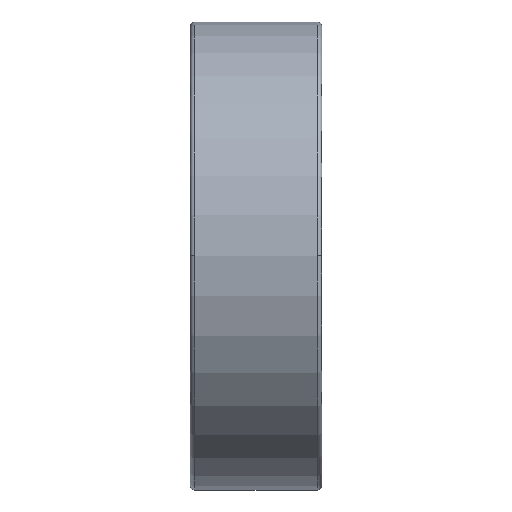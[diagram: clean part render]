
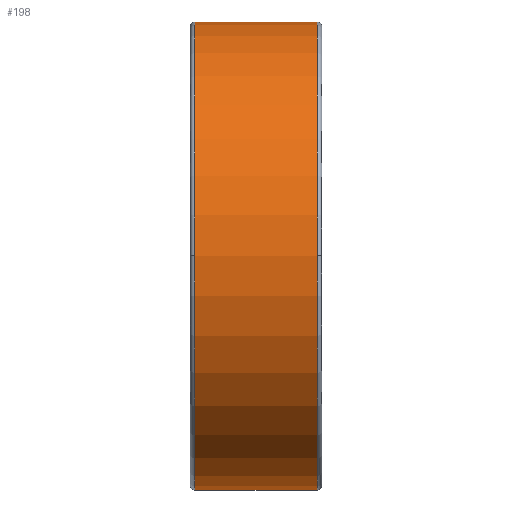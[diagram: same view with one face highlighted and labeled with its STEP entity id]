
A CAD part, top view. The second image highlights one B-rep face of the part: STEP entity #198.
In plain terms, the highlighted cylindrical face has radius 16 mm (diameter 32 mm), a partial arc.
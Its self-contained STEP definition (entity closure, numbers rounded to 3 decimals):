
#16 = DIRECTION ( 'NONE',  ( 1., 0., 0. ) ) ;
#20 = CARTESIAN_POINT ( 'NONE',  ( 8.7, 0., 16. ) ) ;
#60 = LINE ( 'NONE', #908, #201 ) ;
#77 = ORIENTED_EDGE ( 'NONE', *, *, #205, .T. ) ;
#89 = CARTESIAN_POINT ( 'NONE',  ( 8.7, 16., 0. ) ) ;
#119 = DIRECTION ( 'NONE',  ( -1., 0., 0. ) ) ;
#129 = AXIS2_PLACEMENT_3D ( 'NONE', #525, #230, #791 ) ;
#153 = CARTESIAN_POINT ( 'NONE',  ( 0.3, 0., 0. ) ) ;
#160 = CIRCLE ( 'NONE', #129, 16. ) ;
#169 = DIRECTION ( 'NONE',  ( 0., 1., 0. ) ) ;
#197 = DIRECTION ( 'NONE',  ( -1., 0., 0. ) ) ;
#198 = ADVANCED_FACE ( 'NONE', ( #695 ), #625, .T. ) ;
#201 = VECTOR ( 'NONE', #119, 1000. ) ;
#205 = EDGE_CURVE ( 'NONE', #880, #679, #60, .T. ) ;
#230 = DIRECTION ( 'NONE',  ( 1., 0., 0. ) ) ;
#261 = VERTEX_POINT ( 'NONE', #431 ) ;
#262 = EDGE_CURVE ( 'NONE', #880, #729, #767, .T. ) ;
#295 = CARTESIAN_POINT ( 'NONE',  ( 0.3, 16., 0. ) ) ;
#341 = CARTESIAN_POINT ( 'NONE',  ( 4.5, 0., 0. ) ) ;
#351 = AXIS2_PLACEMENT_3D ( 'NONE', #153, #16, #169 ) ;
#374 = DIRECTION ( 'NONE',  ( 0., 1., 0. ) ) ;
#383 = AXIS2_PLACEMENT_3D ( 'NONE', #918, #703, #566 ) ;
#398 = AXIS2_PLACEMENT_3D ( 'NONE', #341, #197, #692 ) ;
#431 = CARTESIAN_POINT ( 'NONE',  ( 0.3, -16., 0. ) ) ;
#433 = ORIENTED_EDGE ( 'NONE', *, *, #682, .T. ) ;
#442 = AXIS2_PLACEMENT_3D ( 'NONE', #641, #446, #374 ) ;
#446 = DIRECTION ( 'NONE',  ( 1., 0., 0. ) ) ;
#448 = VERTEX_POINT ( 'NONE', #845 ) ;
#474 = EDGE_LOOP ( 'NONE', ( #798, #666, #693, #77, #778, #433 ) ) ;
#492 = EDGE_CURVE ( 'NONE', #606, #261, #680, .T. ) ;
#525 = CARTESIAN_POINT ( 'NONE',  ( 8.7, 0., 0. ) ) ;
#543 = VECTOR ( 'NONE', #705, 1000. ) ;
#544 = CIRCLE ( 'NONE', #351, 16. ) ;
#566 = DIRECTION ( 'NONE',  ( 0., 1., 0. ) ) ;
#606 = VERTEX_POINT ( 'NONE', #611 ) ;
#611 = CARTESIAN_POINT ( 'NONE',  ( 8.7, -16., 0. ) ) ;
#625 = CYLINDRICAL_SURFACE ( 'NONE', #398, 16. ) ;
#641 = CARTESIAN_POINT ( 'NONE',  ( 8.7, 0., 0. ) ) ;
#666 = ORIENTED_EDGE ( 'NONE', *, *, #740, .F. ) ;
#679 = VERTEX_POINT ( 'NONE', #295 ) ;
#680 = LINE ( 'NONE', #895, #543 ) ;
#682 = EDGE_CURVE ( 'NONE', #448, #261, #544, .T. ) ;
#692 = DIRECTION ( 'NONE',  ( 0., 1., 0. ) ) ;
#693 = ORIENTED_EDGE ( 'NONE', *, *, #262, .F. ) ;
#695 = FACE_OUTER_BOUND ( 'NONE', #474, .T. ) ;
#703 = DIRECTION ( 'NONE',  ( 1., 0., 0. ) ) ;
#705 = DIRECTION ( 'NONE',  ( -1., 0., 0. ) ) ;
#729 = VERTEX_POINT ( 'NONE', #20 ) ;
#740 = EDGE_CURVE ( 'NONE', #729, #606, #160, .T. ) ;
#767 = CIRCLE ( 'NONE', #442, 16. ) ;
#769 = CIRCLE ( 'NONE', #383, 16. ) ;
#778 = ORIENTED_EDGE ( 'NONE', *, *, #853, .T. ) ;
#791 = DIRECTION ( 'NONE',  ( 0., 1., 0. ) ) ;
#798 = ORIENTED_EDGE ( 'NONE', *, *, #492, .F. ) ;
#845 = CARTESIAN_POINT ( 'NONE',  ( 0.3, 0., 16. ) ) ;
#853 = EDGE_CURVE ( 'NONE', #679, #448, #769, .T. ) ;
#880 = VERTEX_POINT ( 'NONE', #89 ) ;
#895 = CARTESIAN_POINT ( 'NONE',  ( 4.5, -16., 0. ) ) ;
#908 = CARTESIAN_POINT ( 'NONE',  ( 4.5, 16., 0. ) ) ;
#918 = CARTESIAN_POINT ( 'NONE',  ( 0.3, 0., 0. ) ) ;
